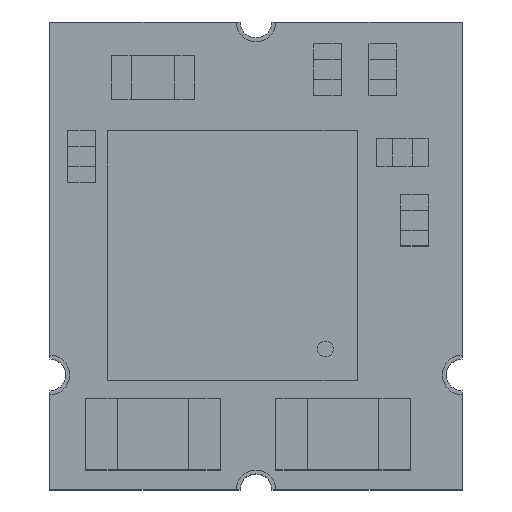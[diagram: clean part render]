
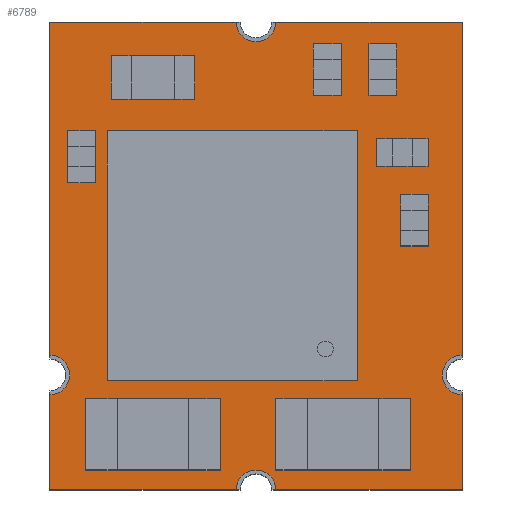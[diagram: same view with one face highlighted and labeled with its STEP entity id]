
A CAD part, top view. The second image highlights one B-rep face of the part: STEP entity #6789.
In plain terms, the highlighted planar face has unit normal (0, 0, 1).
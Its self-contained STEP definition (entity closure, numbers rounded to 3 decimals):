
#18=CIRCLE('',#7276,0.25);
#20=CIRCLE('',#7279,0.25);
#22=CIRCLE('',#7282,0.25);
#24=CIRCLE('',#7285,0.25);
#377=FACE_OUTER_BOUND('',#814,.T.);
#814=EDGE_LOOP('',(#4817,#4818,#4819,#4820,#4821,#4822,#4823,#4824,#4825,
#4826,#4827,#4828));
#1333=LINE('',#10031,#2181);
#1338=LINE('',#10040,#2186);
#1339=LINE('',#10043,#2187);
#1344=LINE('',#10052,#2192);
#1345=LINE('',#10054,#2193);
#1348=LINE('',#10058,#2196);
#1351=LINE('',#10063,#2199);
#1352=LINE('',#10065,#2200);
#2181=VECTOR('',#8092,1.2);
#2186=VECTOR('',#8099,4.2);
#2187=VECTOR('',#8102,4.2);
#2192=VECTOR('',#8109,1.2);
#2193=VECTOR('',#8112,2.35);
#2196=VECTOR('',#8117,2.35);
#2199=VECTOR('',#8124,2.35);
#2200=VECTOR('',#8127,2.35);
#2965=VERTEX_POINT('',#9994);
#2967=VERTEX_POINT('',#9997);
#2969=VERTEX_POINT('',#10003);
#2971=VERTEX_POINT('',#10006);
#2973=VERTEX_POINT('',#10012);
#2975=VERTEX_POINT('',#10015);
#2977=VERTEX_POINT('',#10021);
#2979=VERTEX_POINT('',#10024);
#2981=VERTEX_POINT('',#10030);
#2984=VERTEX_POINT('',#10038);
#2985=VERTEX_POINT('',#10042);
#2988=VERTEX_POINT('',#10050);
#3650=EDGE_CURVE('',#2967,#2965,#18,.T.);
#3654=EDGE_CURVE('',#2971,#2969,#20,.T.);
#3658=EDGE_CURVE('',#2975,#2973,#22,.T.);
#3662=EDGE_CURVE('',#2979,#2977,#24,.T.);
#3665=EDGE_CURVE('',#2981,#2967,#1333,.T.);
#3670=EDGE_CURVE('',#2965,#2984,#1338,.T.);
#3671=EDGE_CURVE('',#2985,#2971,#1339,.T.);
#3676=EDGE_CURVE('',#2969,#2988,#1344,.T.);
#3677=EDGE_CURVE('',#2984,#2975,#1345,.T.);
#3680=EDGE_CURVE('',#2973,#2985,#1348,.T.);
#3683=EDGE_CURVE('',#2988,#2979,#1351,.T.);
#3684=EDGE_CURVE('',#2977,#2981,#1352,.T.);
#4817=ORIENTED_EDGE('',*,*,#3650,.T.);
#4818=ORIENTED_EDGE('',*,*,#3670,.T.);
#4819=ORIENTED_EDGE('',*,*,#3677,.T.);
#4820=ORIENTED_EDGE('',*,*,#3658,.T.);
#4821=ORIENTED_EDGE('',*,*,#3680,.T.);
#4822=ORIENTED_EDGE('',*,*,#3671,.T.);
#4823=ORIENTED_EDGE('',*,*,#3654,.T.);
#4824=ORIENTED_EDGE('',*,*,#3676,.T.);
#4825=ORIENTED_EDGE('',*,*,#3683,.T.);
#4826=ORIENTED_EDGE('',*,*,#3662,.T.);
#4827=ORIENTED_EDGE('',*,*,#3684,.T.);
#4828=ORIENTED_EDGE('',*,*,#3665,.T.);
#6394=PLANE('',#7296);
#6789=ADVANCED_FACE('',(#377),#6394,.T.);
#7276=AXIS2_PLACEMENT_3D('',#9998,#8061,#8062);
#7279=AXIS2_PLACEMENT_3D('',#10007,#8069,#8070);
#7282=AXIS2_PLACEMENT_3D('',#10016,#8077,#8078);
#7285=AXIS2_PLACEMENT_3D('',#10025,#8085,#8086);
#7296=AXIS2_PLACEMENT_3D('',#10066,#8128,#8129);
#8061=DIRECTION('center_axis',(0.,0.,-1.));
#8062=DIRECTION('ref_axis',(0.,1.,0.));
#8069=DIRECTION('center_axis',(0.,0.,-1.));
#8070=DIRECTION('ref_axis',(0.,-1.,0.));
#8077=DIRECTION('center_axis',(0.,0.,-1.));
#8078=DIRECTION('ref_axis',(-1.,0.,0.));
#8085=DIRECTION('center_axis',(0.,0.,-1.));
#8086=DIRECTION('ref_axis',(1.,0.,0.));
#8092=DIRECTION('',(0.,1.,0.));
#8099=DIRECTION('',(0.,1.,0.));
#8102=DIRECTION('',(0.,-1.,0.));
#8109=DIRECTION('',(0.,-1.,0.));
#8112=DIRECTION('',(-1.,0.,0.));
#8117=DIRECTION('',(-1.,0.,0.));
#8124=DIRECTION('',(1.,0.,0.));
#8127=DIRECTION('',(1.,0.,0.));
#8128=DIRECTION('center_axis',(0.,0.,1.));
#8129=DIRECTION('ref_axis',(0.,1.,0.));
#9994=CARTESIAN_POINT('',(2.6,-1.25,1.1));
#9997=CARTESIAN_POINT('',(2.6,-1.75,1.1));
#9998=CARTESIAN_POINT('Origin',(2.6,-1.5,1.1));
#10003=CARTESIAN_POINT('',(-2.6,-1.75,1.1));
#10006=CARTESIAN_POINT('',(-2.6,-1.25,1.1));
#10007=CARTESIAN_POINT('Origin',(-2.6,-1.5,1.1));
#10012=CARTESIAN_POINT('',(-0.25,2.95,1.1));
#10015=CARTESIAN_POINT('',(0.25,2.95,1.1));
#10016=CARTESIAN_POINT('Origin',(0.,2.95,1.1));
#10021=CARTESIAN_POINT('',(0.25,-2.95,1.1));
#10024=CARTESIAN_POINT('',(-0.25,-2.95,1.1));
#10025=CARTESIAN_POINT('Origin',(0.,-2.95,1.1));
#10030=CARTESIAN_POINT('',(2.6,-2.95,1.1));
#10031=CARTESIAN_POINT('',(2.6,2.95,1.1));
#10038=CARTESIAN_POINT('',(2.6,2.95,1.1));
#10040=CARTESIAN_POINT('',(2.6,2.95,1.1));
#10042=CARTESIAN_POINT('',(-2.6,2.95,1.1));
#10043=CARTESIAN_POINT('',(-2.6,-2.95,1.1));
#10050=CARTESIAN_POINT('',(-2.6,-2.95,1.1));
#10052=CARTESIAN_POINT('',(-2.6,-2.95,1.1));
#10054=CARTESIAN_POINT('',(-2.6,2.95,1.1));
#10058=CARTESIAN_POINT('',(-2.6,2.95,1.1));
#10063=CARTESIAN_POINT('',(2.6,-2.95,1.1));
#10065=CARTESIAN_POINT('',(2.6,-2.95,1.1));
#10066=CARTESIAN_POINT('Origin',(0.,0.,1.1));
